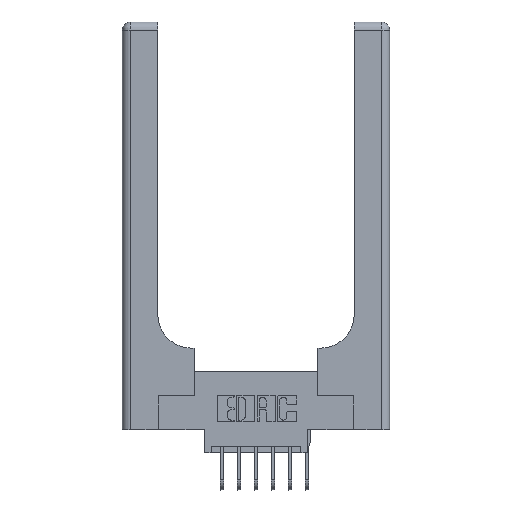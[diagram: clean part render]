
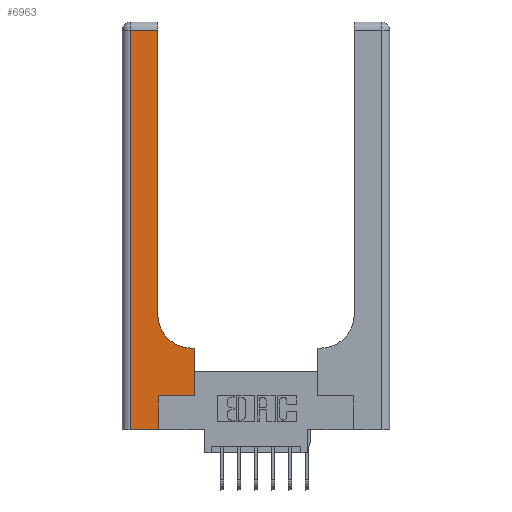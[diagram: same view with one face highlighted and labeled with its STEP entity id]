
A CAD part, top view. The second image highlights one B-rep face of the part: STEP entity #6963.
In plain terms, the highlighted planar face has unit normal (0, 0, 1).
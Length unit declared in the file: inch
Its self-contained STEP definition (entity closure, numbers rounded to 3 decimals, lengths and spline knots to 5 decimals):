
#306 = VERTEX_POINT ( 'NONE', #5219 ) ;
#510 = CARTESIAN_POINT ( 'NONE',  ( 0.06, 2.94, 0.37 ) ) ;
#550 = DIRECTION ( 'NONE',  ( 0., -1., 0. ) ) ;
#763 = DIRECTION ( 'NONE',  ( 0., 1., 0. ) ) ;
#819 = CARTESIAN_POINT ( 'NONE',  ( 0., 0., 0.37 ) ) ;
#880 = CIRCLE ( 'NONE', #10113, 0.25 ) ;
#985 = CARTESIAN_POINT ( 'NONE',  ( 0.528, 0.25, 0.37 ) ) ;
#1046 = CARTESIAN_POINT ( 'NONE',  ( 0., 2.94, 0.37 ) ) ;
#1105 = VERTEX_POINT ( 'NONE', #12179 ) ;
#1244 = VECTOR ( 'NONE', #7819, 39.37008 ) ;
#1334 = ORIENTED_EDGE ( 'NONE', *, *, #6284, .T. ) ;
#1519 = EDGE_CURVE ( 'NONE', #8690, #9150, #11931, .T. ) ;
#1768 = PLANE ( 'NONE',  #6969 ) ;
#1976 = CARTESIAN_POINT ( 'NONE',  ( 0.51, 0.85, 0.37 ) ) ;
#1984 = CARTESIAN_POINT ( 'NONE',  ( 0.265, 0., 0.37 ) ) ;
#2210 = DIRECTION ( 'NONE',  ( 1., 0., 0. ) ) ;
#3559 = VERTEX_POINT ( 'NONE', #7522 ) ;
#3621 = ORIENTED_EDGE ( 'NONE', *, *, #9769, .T. ) ;
#3629 = VECTOR ( 'NONE', #7013, 39.37008 ) ;
#3807 = EDGE_CURVE ( 'NONE', #1105, #8925, #880, .T. ) ;
#4069 = ORIENTED_EDGE ( 'NONE', *, *, #14389, .T. ) ;
#4168 = LINE ( 'NONE', #15259, #7516 ) ;
#4219 = DIRECTION ( 'NONE',  ( -1., 0., 0. ) ) ;
#4345 = CARTESIAN_POINT ( 'NONE',  ( 0.528, 0.25, 0.37 ) ) ;
#4483 = LINE ( 'NONE', #1046, #1244 ) ;
#4766 = CARTESIAN_POINT ( 'NONE',  ( 0.265, 0.25, 0.37 ) ) ;
#4964 = VERTEX_POINT ( 'NONE', #510 ) ;
#5219 = CARTESIAN_POINT ( 'NONE',  ( 0.06, 0., 0.37 ) ) ;
#5367 = ORIENTED_EDGE ( 'NONE', *, *, #3807, .T. ) ;
#5485 = VECTOR ( 'NONE', #763, 39.37008 ) ;
#5726 = DIRECTION ( 'NONE',  ( 1., 0., 0. ) ) ;
#5735 = DIRECTION ( 'NONE',  ( 0., 0., -1. ) ) ;
#5746 = LINE ( 'NONE', #1984, #5485 ) ;
#6284 = EDGE_CURVE ( 'NONE', #9150, #14282, #11844, .T. ) ;
#6432 = DIRECTION ( 'NONE',  ( 0., 1., 0. ) ) ;
#6963 = ADVANCED_FACE ( 'NONE', ( #11714 ), #1768, .F. ) ;
#6969 = AXIS2_PLACEMENT_3D ( 'NONE', #7861, #7935, #4219 ) ;
#6991 = LINE ( 'NONE', #819, #9685 ) ;
#7013 = DIRECTION ( 'NONE',  ( 0., 1., 0. ) ) ;
#7377 = VECTOR ( 'NONE', #10145, 39.37008 ) ;
#7516 = VECTOR ( 'NONE', #6432, 39.37008 ) ;
#7522 = CARTESIAN_POINT ( 'NONE',  ( 0.26, 2.94, 0.37 ) ) ;
#7819 = DIRECTION ( 'NONE',  ( -1., 0., 0. ) ) ;
#7861 = CARTESIAN_POINT ( 'NONE',  ( 0., 3., 0.37 ) ) ;
#7935 = DIRECTION ( 'NONE',  ( 0., 0., -1. ) ) ;
#8098 = LINE ( 'NONE', #11945, #13512 ) ;
#8462 = EDGE_CURVE ( 'NONE', #14246, #8690, #5746, .T. ) ;
#8614 = ORIENTED_EDGE ( 'NONE', *, *, #1519, .T. ) ;
#8690 = VERTEX_POINT ( 'NONE', #4766 ) ;
#8925 = VERTEX_POINT ( 'NONE', #14297 ) ;
#9150 = VERTEX_POINT ( 'NONE', #985 ) ;
#9327 = ORIENTED_EDGE ( 'NONE', *, *, #15309, .T. ) ;
#9585 = ORIENTED_EDGE ( 'NONE', *, *, #8462, .T. ) ;
#9685 = VECTOR ( 'NONE', #5726, 39.37008 ) ;
#9769 = EDGE_CURVE ( 'NONE', #4964, #306, #12638, .T. ) ;
#9996 = CARTESIAN_POINT ( 'NONE',  ( 0.265, 0., 0.37 ) ) ;
#10113 = AXIS2_PLACEMENT_3D ( 'NONE', #1976, #5735, #2210 ) ;
#10145 = DIRECTION ( 'NONE',  ( 1., 0., 0. ) ) ;
#10430 = CARTESIAN_POINT ( 'NONE',  ( 0.06, 3., 0.37 ) ) ;
#11106 = EDGE_LOOP ( 'NONE', ( #9327, #4069, #3621, #13880, #9585, #8614, #1334, #12383, #5367 ) ) ;
#11584 = EDGE_CURVE ( 'NONE', #306, #14246, #6991, .T. ) ;
#11714 = FACE_OUTER_BOUND ( 'NONE', #11106, .T. ) ;
#11844 = LINE ( 'NONE', #4345, #3629 ) ;
#11931 = LINE ( 'NONE', #13863, #7377 ) ;
#11945 = CARTESIAN_POINT ( 'NONE',  ( 0.26, 0.6, 0.37 ) ) ;
#12179 = CARTESIAN_POINT ( 'NONE',  ( 0.51, 0.6, 0.37 ) ) ;
#12383 = ORIENTED_EDGE ( 'NONE', *, *, #14720, .T. ) ;
#12638 = LINE ( 'NONE', #10430, #14243 ) ;
#13512 = VECTOR ( 'NONE', #14256, 39.37008 ) ;
#13863 = CARTESIAN_POINT ( 'NONE',  ( 0.265, 0.25, 0.37 ) ) ;
#13880 = ORIENTED_EDGE ( 'NONE', *, *, #11584, .T. ) ;
#14243 = VECTOR ( 'NONE', #550, 39.37008 ) ;
#14246 = VERTEX_POINT ( 'NONE', #9996 ) ;
#14256 = DIRECTION ( 'NONE',  ( -1., 0., 0. ) ) ;
#14282 = VERTEX_POINT ( 'NONE', #14787 ) ;
#14297 = CARTESIAN_POINT ( 'NONE',  ( 0.26, 0.85, 0.37 ) ) ;
#14389 = EDGE_CURVE ( 'NONE', #3559, #4964, #4483, .T. ) ;
#14720 = EDGE_CURVE ( 'NONE', #14282, #1105, #8098, .T. ) ;
#14787 = CARTESIAN_POINT ( 'NONE',  ( 0.528, 0.6, 0.37 ) ) ;
#15259 = CARTESIAN_POINT ( 'NONE',  ( 0.26, 3., 0.37 ) ) ;
#15309 = EDGE_CURVE ( 'NONE', #8925, #3559, #4168, .T. ) ;
